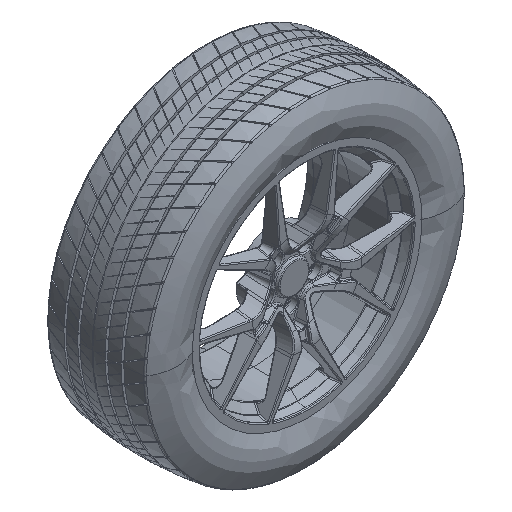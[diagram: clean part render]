
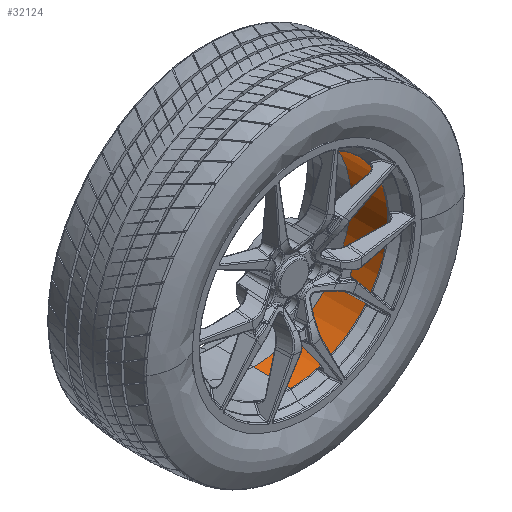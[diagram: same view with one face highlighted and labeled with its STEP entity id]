
A CAD part, isometric view. The second image highlights one B-rep face of the part: STEP entity #32124.
In plain terms, the highlighted free-form (B-spline) face has degree [2, 1] with [5, 2] control points.
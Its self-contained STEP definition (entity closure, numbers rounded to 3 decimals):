
#21503 = VERTEX_POINT('',#21504);
#21504 = CARTESIAN_POINT('',(-242.267,-757.416,
    11.413));
#21511 = VERTEX_POINT('',#21512);
#21512 = CARTESIAN_POINT('',(-242.267,-757.416,
    462.519));
#31575 = VERTEX_POINT('',#31576);
#31576 = CARTESIAN_POINT('',(-242.267,-671.72,
    462.519));
#31581 = EDGE_CURVE('',#31575,#31582,#31584,.T.);
#31582 = VERTEX_POINT('',#31583);
#31583 = CARTESIAN_POINT('',(-242.267,-671.72,
    11.413));
#31584 = ( BOUNDED_CURVE() B_SPLINE_CURVE(2,(#31585,#31586,#31587,#31588
,#31589),.UNSPECIFIED.,.F.,.F.) B_SPLINE_CURVE_WITH_KNOTS((3,2,3),(0.,
1.571,3.142),.PIECEWISE_BEZIER_KNOTS.) CURVE() 
GEOMETRIC_REPRESENTATION_ITEM() RATIONAL_B_SPLINE_CURVE((1.,
0.707,1.,0.707,1.)) REPRESENTATION_ITEM('') );
#31585 = CARTESIAN_POINT('',(-242.267,-671.72,
    462.519));
#31586 = CARTESIAN_POINT('',(-16.714,-671.72,
    462.519));
#31587 = CARTESIAN_POINT('',(-16.714,-671.72,
    236.966));
#31588 = CARTESIAN_POINT('',(-16.714,-671.72,
    11.413));
#31589 = CARTESIAN_POINT('',(-242.267,-671.72,
    11.413));
#32124 = ADVANCED_FACE('',(#32125),#32146,.F.);
#32125 = FACE_BOUND('',#32126,.F.);
#32126 = EDGE_LOOP('',(#32127,#32132,#32133,#32138));
#32127 = ORIENTED_EDGE('',*,*,#32128,.T.);
#32128 = EDGE_CURVE('',#21503,#31582,#32129,.T.);
#32129 = B_SPLINE_CURVE_WITH_KNOTS('',1,(#32130,#32131),.UNSPECIFIED.,
  .F.,.F.,(2,2),(-74.088,0.),.PIECEWISE_BEZIER_KNOTS.);
#32130 = CARTESIAN_POINT('',(-242.267,-757.416,
    11.413));
#32131 = CARTESIAN_POINT('',(-242.267,-671.72,
    11.413));
#32132 = ORIENTED_EDGE('',*,*,#31581,.F.);
#32133 = ORIENTED_EDGE('',*,*,#32134,.F.);
#32134 = EDGE_CURVE('',#21511,#31575,#32135,.T.);
#32135 = B_SPLINE_CURVE_WITH_KNOTS('',1,(#32136,#32137),.UNSPECIFIED.,
  .F.,.F.,(2,2),(-74.088,0.),.PIECEWISE_BEZIER_KNOTS.);
#32136 = CARTESIAN_POINT('',(-242.267,-757.416,
    462.519));
#32137 = CARTESIAN_POINT('',(-242.267,-671.72,
    462.519));
#32138 = ORIENTED_EDGE('',*,*,#32139,.T.);
#32139 = EDGE_CURVE('',#21511,#21503,#32140,.T.);
#32140 = ( BOUNDED_CURVE() B_SPLINE_CURVE(2,(#32141,#32142,#32143,#32144
,#32145),.UNSPECIFIED.,.F.,.F.) B_SPLINE_CURVE_WITH_KNOTS((3,2,3),(0.,
1.571,3.142),.PIECEWISE_BEZIER_KNOTS.) CURVE() 
GEOMETRIC_REPRESENTATION_ITEM() RATIONAL_B_SPLINE_CURVE((1.,
0.707,1.,0.707,1.)) REPRESENTATION_ITEM('') );
#32141 = CARTESIAN_POINT('',(-242.267,-757.416,
    462.519));
#32142 = CARTESIAN_POINT('',(-16.714,-757.416,
    462.519));
#32143 = CARTESIAN_POINT('',(-16.714,-757.416,
    236.966));
#32144 = CARTESIAN_POINT('',(-16.714,-757.416,
    11.413));
#32145 = CARTESIAN_POINT('',(-242.267,-757.416,
    11.413));
#32146 = ( BOUNDED_SURFACE() B_SPLINE_SURFACE(2,1,(
    (#32147,#32148)
    ,(#32149,#32150)
    ,(#32151,#32152)
    ,(#32153,#32154)
    ,(#32155,#32156
)),.UNSPECIFIED.,.F.,.F.,.F.) B_SPLINE_SURFACE_WITH_KNOTS((3,2,3),(2,2),
  (0.,1.571,3.142),(-74.088,0.),
.PIECEWISE_BEZIER_KNOTS.) GEOMETRIC_REPRESENTATION_ITEM() 
RATIONAL_B_SPLINE_SURFACE((
    (1.,1.)
    ,(0.707,0.707)
    ,(1.,1.)
    ,(0.707,0.707)
,(1.,1.))) REPRESENTATION_ITEM('') SURFACE() );
#32147 = CARTESIAN_POINT('',(-242.267,-757.416,
    462.519));
#32148 = CARTESIAN_POINT('',(-242.267,-671.72,
    462.519));
#32149 = CARTESIAN_POINT('',(-16.714,-757.416,
    462.519));
#32150 = CARTESIAN_POINT('',(-16.714,-671.72,
    462.519));
#32151 = CARTESIAN_POINT('',(-16.714,-757.416,
    236.966));
#32152 = CARTESIAN_POINT('',(-16.714,-671.72,
    236.966));
#32153 = CARTESIAN_POINT('',(-16.714,-757.416,
    11.413));
#32154 = CARTESIAN_POINT('',(-16.714,-671.72,
    11.413));
#32155 = CARTESIAN_POINT('',(-242.267,-757.416,
    11.413));
#32156 = CARTESIAN_POINT('',(-242.267,-671.72,
    11.413));
